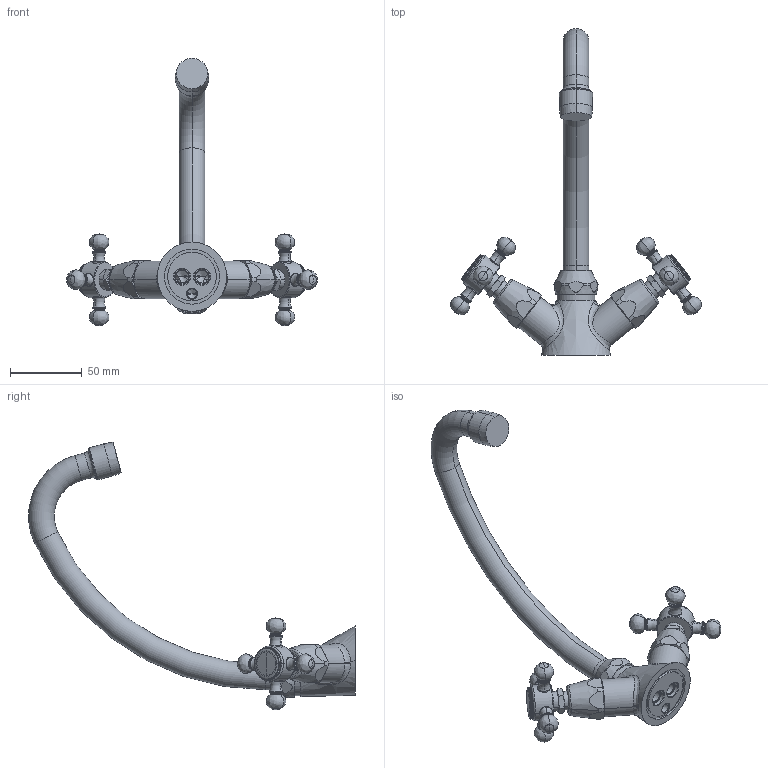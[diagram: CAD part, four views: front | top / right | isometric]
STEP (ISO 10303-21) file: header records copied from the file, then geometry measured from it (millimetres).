
FILE_DESCRIPTION((''),'2;1');
FILE_NAME('VLV078CR','2021-11-11T08:42:22',('ut3'),('PAFFONI SpA'),'CREO PARAMETRIC BY PTC INC, 2020044','CREO PARAMETRIC BY PTC INC, 2020044','');
FILE_SCHEMA(('CONFIG_CONTROL_DESIGN','SHAPE_APPEARANCE_LAYERS_GROUPS'));
Length unit declared in the file: millimetre
Products named in the file (1): VLV078CR
Bounding box: 175.44 x 228.33 x 186.88 mm (x, y, z)
Volume: 170211.5 mm3; surface area: 56152.6 mm2
Topology: 1 solids, 1 shells, 1234 faces, 3244 edges, 2038 vertices
Faces by surface type: plane 564, cylinder 390, torus 122, cone 110, bspline 28, sphere 20
Entity records: 51196 total; most frequent: CARTESIAN_POINT 11584, ORIENTED_EDGE 6432, DIRECTION 6164, EDGE_CURVE 3216, AXIS2_PLACEMENT_3D 2370, VERTEX_POINT 2038, FILL_AREA_STYLE_COLOUR 1440, FILL_AREA_STYLE 1440
